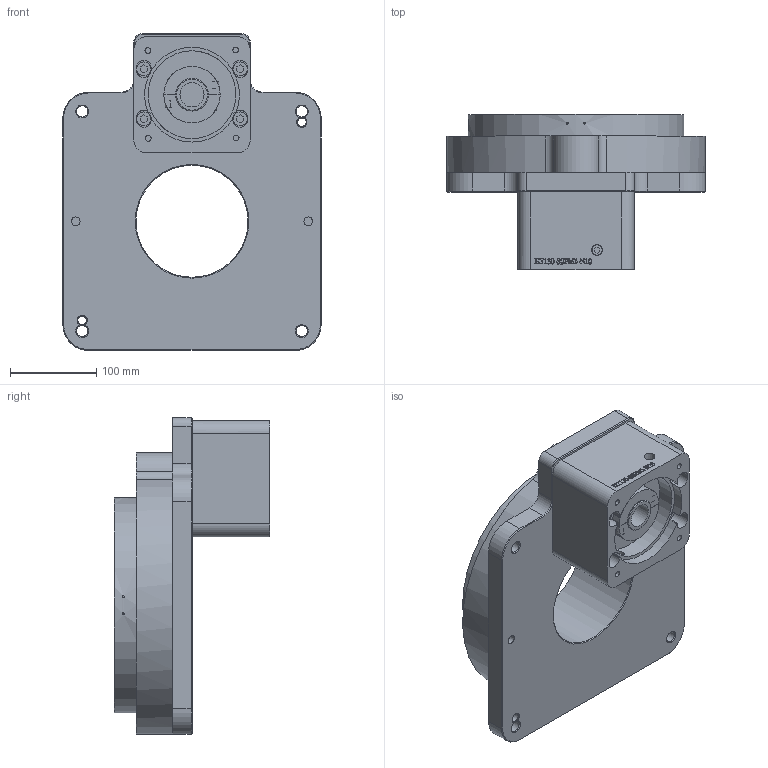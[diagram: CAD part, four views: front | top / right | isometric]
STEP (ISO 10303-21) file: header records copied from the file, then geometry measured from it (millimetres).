
FILE_DESCRIPTION(/* description */ ('Unknown'),/* implementation_level */ '2;1');
FILE_NAME(/* name */ 'HT300-SSPM1-N10(徑軸向-有LOGO)20231102',/* time_stamp */ '2023-11-02T13:45:38+08:00',/* author */ ('Unknown'),/* organization */ ('Unknown'),/* preprocessor_version */ 'ST-DEVELOPER v16.7',/* originating_system */ 'DEX',/* authorisation */ $);
FILE_SCHEMA (('CONFIG_CONTROL_DESIGN'));
Length unit declared in the file: millimetre
Products named in the file (1): HT300-N10(ｮ|ｶb
Bounding box: 300 x 180 x 368 mm (x, y, z)
Volume: 6461952.6 mm3; surface area: 392879.7 mm2
Topology: 1 solids, 1 shells, 397 faces, 981 edges, 645 vertices
Faces by surface type: plane 244, cylinder 82, bspline 49, cone 19, torus 3
Full cylindrical faces by diameter (mm): 2.459 x6, 6.647 x4, 8 x2, 8.376 x6, 9 x2, 10 x6, 11.862 x2, 13 x4, 13.5 x2, 16 x4, 28 x1, 38 x1, 40 x1, 102 x1, 130 x1, 210 x1, 250 x1, 280 x1
Entity records: 16739 total; most frequent: CARTESIAN_POINT 5265, ORIENTED_EDGE 1778, DIRECTION 1576, EDGE_CURVE 889, VERTEX_POINT 619, FACE_BOUND 544, AXIS2_PLACEMENT_3D 543, EDGE_LOOP 542
